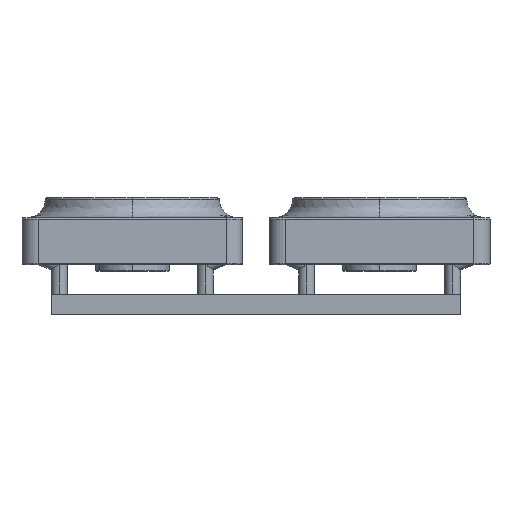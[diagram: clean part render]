
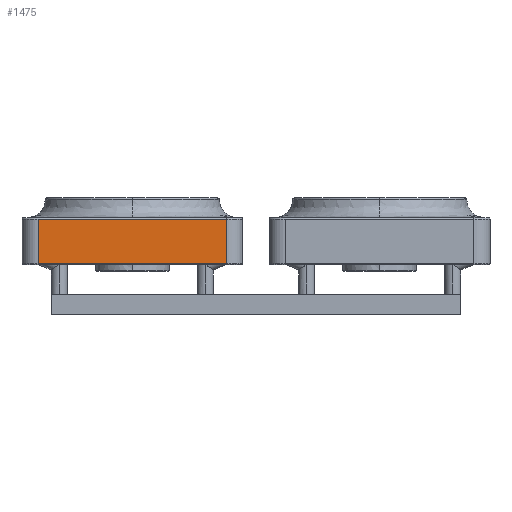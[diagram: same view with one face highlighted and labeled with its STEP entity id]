
A CAD part, left-side view. The second image highlights one B-rep face of the part: STEP entity #1475.
In plain terms, the highlighted face is planar.
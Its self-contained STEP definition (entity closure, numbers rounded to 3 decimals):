
#955=(
BOUNDED_CURVE()
B_SPLINE_CURVE(2,(#13139,#13140,#13141),.UNSPECIFIED.,.F.,.F.)
B_SPLINE_CURVE_WITH_KNOTS((3,3),(0.,14.1),.UNSPECIFIED.)
CURVE()
GEOMETRIC_REPRESENTATION_ITEM()
RATIONAL_B_SPLINE_CURVE((1.,1.,1.))
REPRESENTATION_ITEM('')
);
#956=(
BOUNDED_CURVE()
B_SPLINE_CURVE(2,(#13144,#13145,#13146),.UNSPECIFIED.,.F.,.F.)
B_SPLINE_CURVE_WITH_KNOTS((3,3),(-14.1,0.),.UNSPECIFIED.)
CURVE()
GEOMETRIC_REPRESENTATION_ITEM()
RATIONAL_B_SPLINE_CURVE((1.,1.,1.))
REPRESENTATION_ITEM('')
);
#1475=ADVANCED_FACE('',(#1940),#6853,.T.);
#1940=FACE_OUTER_BOUND('',#2422,.T.);
#2422=EDGE_LOOP('',(#3417,#3418,#3419,#3420));
#3417=ORIENTED_EDGE('',*,*,#5085,.F.);
#3418=ORIENTED_EDGE('',*,*,#5087,.T.);
#3419=ORIENTED_EDGE('',*,*,#5088,.T.);
#3420=ORIENTED_EDGE('',*,*,#5089,.T.);
#5085=EDGE_CURVE('',#6415,#6416,#5919,.T.);
#5087=EDGE_CURVE('',#6415,#6417,#955,.T.);
#5088=EDGE_CURVE('',#6417,#6418,#5920,.T.);
#5089=EDGE_CURVE('',#6418,#6416,#956,.T.);
#5919=B_SPLINE_CURVE_WITH_KNOTS('',1,(#13134,#13135),.UNSPECIFIED.,.F.,
 .F.,(2,2),(-3.8,0.),.UNSPECIFIED.);
#5920=B_SPLINE_CURVE_WITH_KNOTS('',1,(#13142,#13143),.UNSPECIFIED.,.F.,
 .F.,(2,2),(-3.8,0.),.UNSPECIFIED.);
#6415=VERTEX_POINT('',#12463);
#6416=VERTEX_POINT('',#12464);
#6417=VERTEX_POINT('',#12465);
#6418=VERTEX_POINT('',#12466);
#6853=PLANE('',#7386);
#7386=AXIS2_PLACEMENT_3D('',#11990,#8118,$);
#8118=DIRECTION('',(1.,0.,0.));
#11990=CARTESIAN_POINT('',(-201.327,-129.956,3.9));
#12463=CARTESIAN_POINT('',(-201.327,-129.956,0.6));
#12464=CARTESIAN_POINT('',(-201.327,-129.956,3.9));
#12465=CARTESIAN_POINT('',(-201.327,-115.856,0.6));
#12466=CARTESIAN_POINT('',(-201.327,-115.856,3.9));
#13134=CARTESIAN_POINT('',(-201.327,-129.956,0.6));
#13135=CARTESIAN_POINT('',(-201.327,-129.956,3.9));
#13139=CARTESIAN_POINT('',(-201.327,-129.956,0.6));
#13140=CARTESIAN_POINT('',(-201.327,-122.906,0.6));
#13141=CARTESIAN_POINT('',(-201.327,-115.856,0.6));
#13142=CARTESIAN_POINT('',(-201.327,-115.856,0.6));
#13143=CARTESIAN_POINT('',(-201.327,-115.856,3.9));
#13144=CARTESIAN_POINT('',(-201.327,-115.856,3.9));
#13145=CARTESIAN_POINT('',(-201.327,-122.906,3.9));
#13146=CARTESIAN_POINT('',(-201.327,-129.956,3.9));
